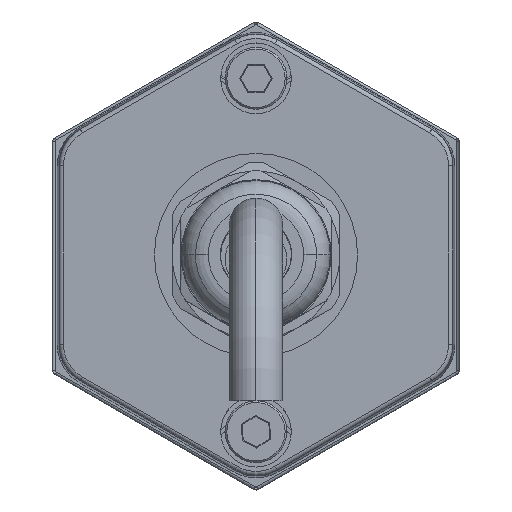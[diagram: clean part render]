
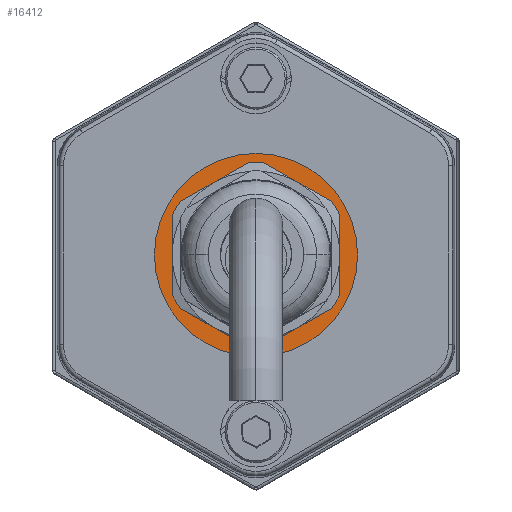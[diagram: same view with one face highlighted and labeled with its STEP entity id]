
A CAD part, top view. The second image highlights one B-rep face of the part: STEP entity #16412.
In plain terms, the highlighted planar face has unit normal (0, 0, 1).
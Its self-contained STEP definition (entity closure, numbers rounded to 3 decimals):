
#773 = VERTEX_POINT ( 'NONE', #29115 ) ;
#1278 = DIRECTION ( 'NONE',  ( 1., 0., 0. ) ) ;
#1993 = DIRECTION ( 'NONE',  ( 0., 0., 1. ) ) ;
#2243 = CARTESIAN_POINT ( 'NONE',  ( 0., 0., 59.3 ) ) ;
#2733 = CARTESIAN_POINT ( 'NONE',  ( -7.85, 0., 59.3 ) ) ;
#2758 = VERTEX_POINT ( 'NONE', #2733 ) ;
#5176 = DIRECTION ( 'NONE',  ( 1., 0., 0. ) ) ;
#5734 = EDGE_LOOP ( 'NONE', ( #32325, #10239 ) ) ;
#8782 = CARTESIAN_POINT ( 'NONE',  ( 11.5, 0., 59.3 ) ) ;
#9992 = CIRCLE ( 'NONE', #20812, 11.5 ) ;
#10036 = EDGE_CURVE ( 'NONE', #773, #26281, #9992, .T. ) ;
#10239 = ORIENTED_EDGE ( 'NONE', *, *, #27059, .T. ) ;
#10564 = EDGE_CURVE ( 'NONE', #15419, #2758, #35600, .T. ) ;
#11865 = CARTESIAN_POINT ( 'NONE',  ( 0., 0., 59.3 ) ) ;
#12697 = AXIS2_PLACEMENT_3D ( 'NONE', #13095, #33678, #16026 ) ;
#13095 = CARTESIAN_POINT ( 'NONE',  ( 0., 0., 59.3 ) ) ;
#14766 = DIRECTION ( 'NONE',  ( 1., 0., 0. ) ) ;
#15419 = VERTEX_POINT ( 'NONE', #21732 ) ;
#16026 = DIRECTION ( 'NONE',  ( 1., 0., 0. ) ) ;
#16412 = ADVANCED_FACE ( 'NONE', ( #25246, #33071 ), #19145, .T. ) ;
#16443 = EDGE_CURVE ( 'NONE', #26281, #773, #37207, .T. ) ;
#17438 = ORIENTED_EDGE ( 'NONE', *, *, #10036, .T. ) ;
#18675 = DIRECTION ( 'NONE',  ( 0., 0., 1. ) ) ;
#19145 = PLANE ( 'NONE',  #33094 ) ;
#19407 = CARTESIAN_POINT ( 'NONE',  ( 0., 0., 59.3 ) ) ;
#19941 = AXIS2_PLACEMENT_3D ( 'NONE', #11865, #32438, #14766 ) ;
#20812 = AXIS2_PLACEMENT_3D ( 'NONE', #36320, #18675, #1278 ) ;
#21732 = CARTESIAN_POINT ( 'NONE',  ( 7.85, 0., 59.3 ) ) ;
#22395 = DIRECTION ( 'NONE',  ( 1., 0., 0. ) ) ;
#22637 = DIRECTION ( 'NONE',  ( 0., 0., 1. ) ) ;
#25246 = FACE_BOUND ( 'NONE', #5734, .T. ) ;
#26281 = VERTEX_POINT ( 'NONE', #8782 ) ;
#26349 = EDGE_LOOP ( 'NONE', ( #34190, #17438 ) ) ;
#27059 = EDGE_CURVE ( 'NONE', #2758, #15419, #34408, .T. ) ;
#29115 = CARTESIAN_POINT ( 'NONE',  ( -11.5, 0., 59.3 ) ) ;
#32325 = ORIENTED_EDGE ( 'NONE', *, *, #10564, .T. ) ;
#32438 = DIRECTION ( 'NONE',  ( 0., 0., -1. ) ) ;
#33071 = FACE_OUTER_BOUND ( 'NONE', #26349, .T. ) ;
#33094 = AXIS2_PLACEMENT_3D ( 'NONE', #19407, #1993, #22395 ) ;
#33678 = DIRECTION ( 'NONE',  ( 0., 0., -1. ) ) ;
#34190 = ORIENTED_EDGE ( 'NONE', *, *, #16443, .T. ) ;
#34408 = CIRCLE ( 'NONE', #19941, 7.85 ) ;
#35600 = CIRCLE ( 'NONE', #12697, 7.85 ) ;
#36320 = CARTESIAN_POINT ( 'NONE',  ( 0., 0., 59.3 ) ) ;
#37047 = AXIS2_PLACEMENT_3D ( 'NONE', #2243, #22637, #5176 ) ;
#37207 = CIRCLE ( 'NONE', #37047, 11.5 ) ;
